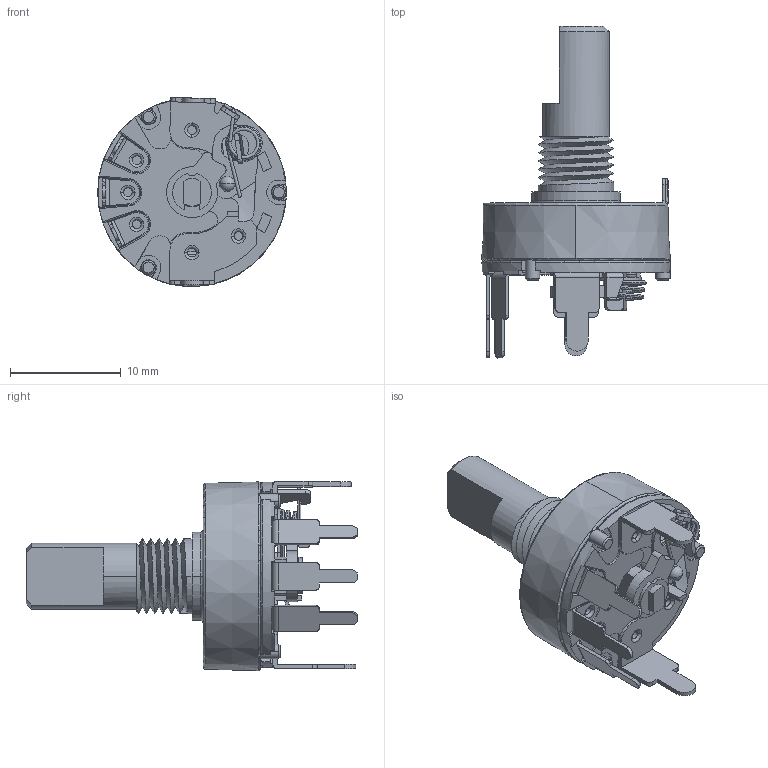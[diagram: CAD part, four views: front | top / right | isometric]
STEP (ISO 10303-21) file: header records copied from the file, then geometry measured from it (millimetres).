
FILE_DESCRIPTION((''),'2;1');
FILE_NAME('F17SP1_SW0002','2015-07-24T',('eng08'),(''),'PRO/ENGINEER BY PARAMETRIC TECHNOLOGY CORPORATION, 2009400','PRO/ENGINEER BY PARAMETRIC TECHNOLOGY CORPORATION, 2009400','');
FILE_SCHEMA(('CONFIG_CONTROL_DESIGN'));
Length unit declared in the file: millimetre
Products named in the file (1): F17SP1_SW0002
Bounding box: 17.06 x 30 x 17.12 mm (x, y, z)
Volume: 1263.2 mm3; surface area: 2564.4 mm2
Topology: 1 solids, 1 shells, 579 faces, 1584 edges, 1012 vertices
Faces by surface type: plane 224, cylinder 209, torus 74, bspline 27, cone 25, sphere 7, revolution 7, extrusion 6
Entity records: 24216 total; most frequent: CARTESIAN_POINT 9468, ORIENTED_EDGE 3164, DIRECTION 3047, EDGE_CURVE 1582, AXIS2_PLACEMENT_3D 1156, VERTEX_POINT 1012, VECTOR 728, LINE 722
